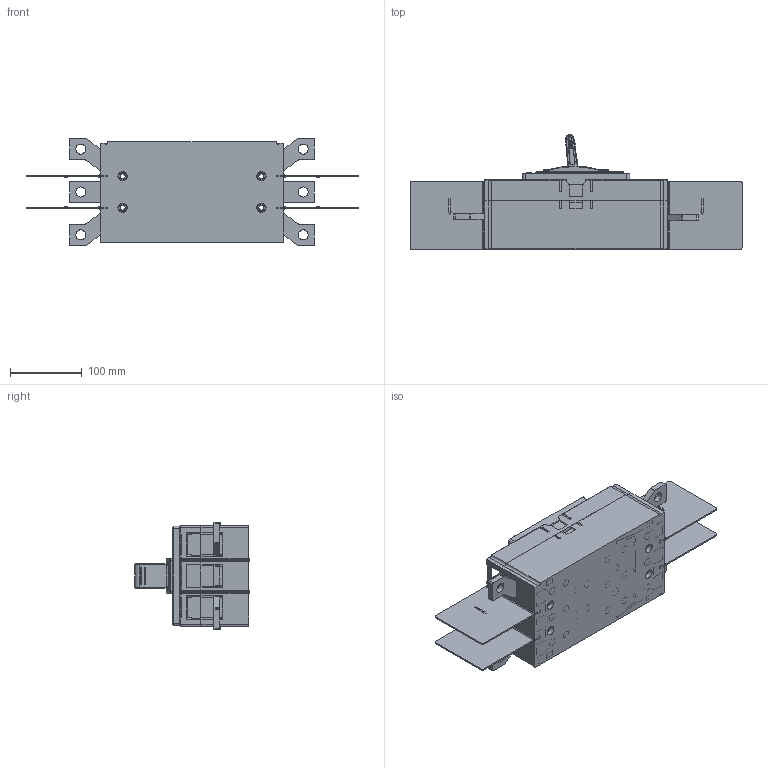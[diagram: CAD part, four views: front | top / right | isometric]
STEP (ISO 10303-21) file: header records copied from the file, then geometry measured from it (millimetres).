
FILE_DESCRIPTION(/* description */ (''),/* implementation_level */ '2;1');
FILE_NAME(/* name */ 'NXM-630 3P.stp',/* time_stamp */ '2017-04-07T18:42:18+08:00',/* author */ (''),/* organization */ (''),/* preprocessor_version */ 'ST-DEVELOPER v11',/* originating_system */ 'SIEMENS PLM Software NX 7.5',/* authorisation */ '');
FILE_SCHEMA (('CONFIG_CONTROL_DESIGN'));
Products named in the file (1): NXM-630 3P
Bounding box: 464 x 160.12 x 150.5 mm (x, y, z)
Volume: 3375125.1 mm3; surface area: 541133.9 mm2
Topology: 24 solids, 63 shells, 3132 faces, 8293 edges, 5428 vertices
Faces by surface type: plane 2010, cylinder 709, extrusion 163, bspline 113, torus 71, cone 35, sphere 31
Full cylindrical faces by diameter (mm): 3 x12, 4 x4, 4.2 x12, 4.5 x10, 5 x1, 5.5 x6, 6 x6, 6.5 x3, 7 x4, 8.5 x6, 9.5 x1, 10 x9, 10.5 x18, 11 x16, 13 x4, 14.5 x6, 22 x6, 26 x6
Entity records: 103261 total; most frequent: CARTESIAN_POINT 26214, ORIENTED_EDGE 16174, DIRECTION 15111, EDGE_CURVE 8087, VECTOR 5809, LINE 5646, VERTEX_POINT 5385, AXIS2_PLACEMENT_3D 4651
